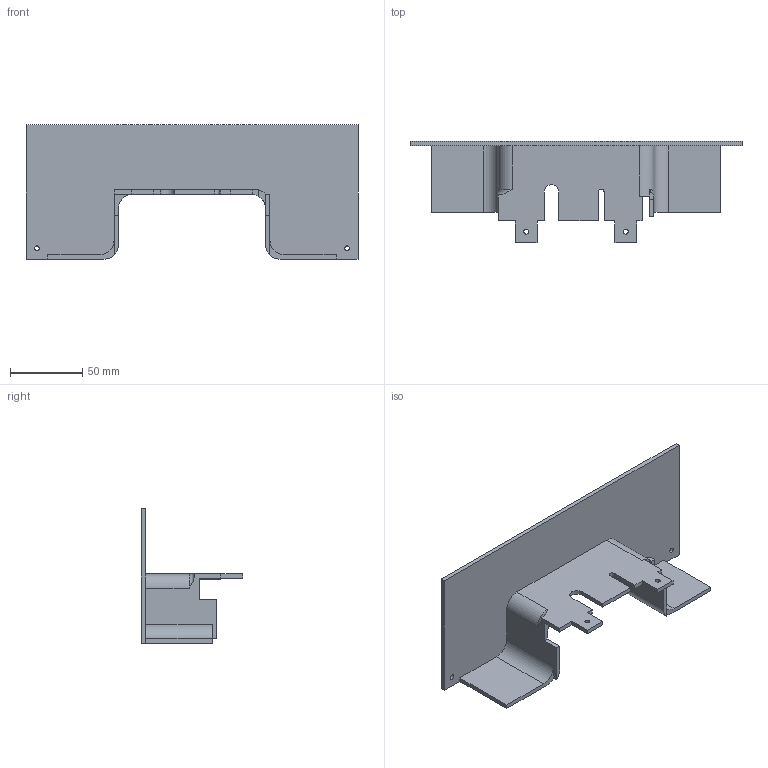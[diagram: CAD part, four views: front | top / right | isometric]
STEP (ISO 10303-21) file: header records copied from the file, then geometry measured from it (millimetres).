
FILE_DESCRIPTION(/* description */ (''),/* implementation_level */ '2;1');
FILE_NAME(/* name */ 'Easy_Access_Rear_Panels_v0_Top.step',/* time_stamp */ '2024-02-29T13:31:49-06:00',/* author */ (''),/* organization */ (''),/* preprocessor_version */ 'ST-DEVELOPER v20',/* originating_system */ 'Autodesk Translation Framework v12.20.1.177',/* authorisation */ '');
FILE_SCHEMA (('AUTOMOTIVE_DESIGN { 1 0 10303 214 3 1 1 }'));
Length unit declared in the file: millimetre
Products named in the file (1): Cover 2
Bounding box: 230 x 70 x 93 mm (x, y, z)
Volume: 91931.8 mm3; surface area: 63081.6 mm2
Topology: 1 solids, 1 shells, 61 faces, 178 edges, 118 vertices
Faces by surface type: plane 45, cylinder 14, bspline 1, torus 1
Full cylindrical faces by diameter (mm): 3.3 x4
Entity records: 2120 total; most frequent: CARTESIAN_POINT 434, ORIENTED_EDGE 354, DIRECTION 329, EDGE_CURVE 177, LINE 139, VECTOR 139, VERTEX_POINT 118, AXIS2_PLACEMENT_3D 95
